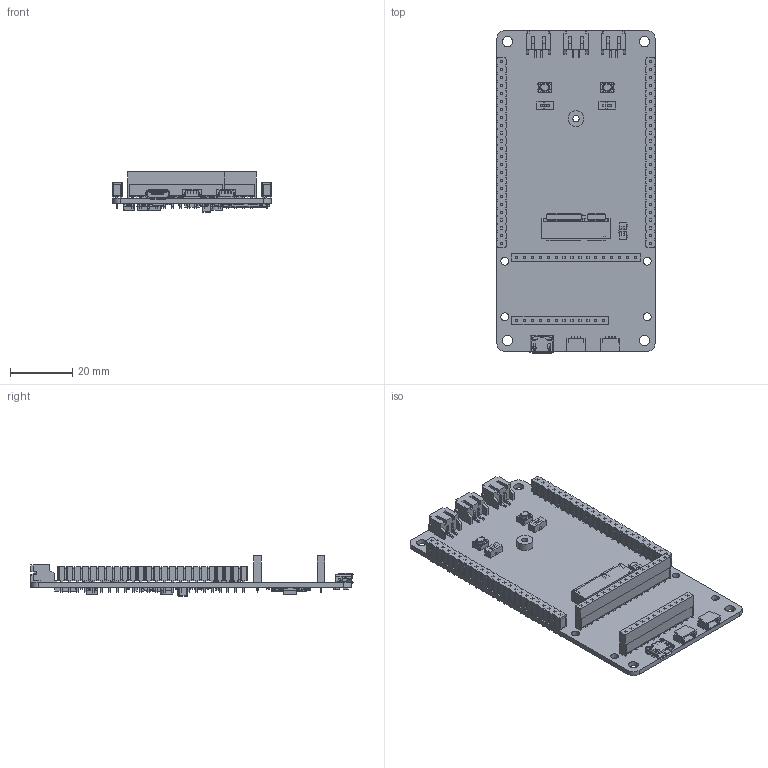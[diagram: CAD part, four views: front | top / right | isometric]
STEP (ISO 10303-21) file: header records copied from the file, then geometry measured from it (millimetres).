
FILE_DESCRIPTION(/* description */ (''),/* implementation_level */ '2;1');
FILE_NAME(/* name */ 'n21-evt-step-122322.step',/* time_stamp */ '2022-12-23T17:41:29-05:00',/* author */ (''),/* organization */ (''),/* preprocessor_version */ 'ST-DEVELOPER v19.2',/* originating_system */ 'Autodesk Translation Framework v11.17.0.187',/* authorisation */ '');
FILE_SCHEMA (('AUTOMOTIVE_DESIGN { 1 0 10303 214 3 1 1 }'));
Products named in the file (135): n21-evt-step; Board; Open CASCADE STEP translator 6.8 1.1.1; MOD1L; CES-116-01-L-S; _011601S; MOD1R; CES-112-01-L-S; _011201S; C24; C23; C22; CAP_FILM_-_0805; C25; SW4; 6104714368; U5; 6104714288; R17; L3; 6328683376; DS7; C21; C20; C19; SW2; J8; J7; JST_SM04B-SRSS-TB; J3; J2; J1; JST_S2B-PH-SM4-TB; OBJ1; DIST-WASMSIM0250; 1; U4; 6104714848; U3; 6103526784 ...
Assembly tree (182 placements, depth 5):
  n21-evt-step
    Board
      Open CASCADE STEP translator 6.8 1.1.1
    MOD1L
      CES-116-01-L-S
        _011601S
    MOD1R
      CES-112-01-L-S
        _011201S
    C24
      CAP_FILM_-_0805
    C23
      CAP_FILM_-_0805
    C22
      CAP_FILM_-_0805
    C25
      0402_cap
    SW4
      6104714368
    U5
      6104714288
    R17
      0402_resistor
    L3
      6328683376
    DS7
      SMB
    C21
      0402_cap
    C20
      0402_cap
    C19
      0402_cap
    SW2
      C&K_-_PTS810
    J8
      JST_SM04B-SRSS-TB
    J7
      JST_SM04B-SRSS-TB
    J3
      JST_S2B-PH-SM4-TB
    J2
      JST_S2B-PH-SM4-TB
    J1
      JST_S2B-PH-SM4-TB
    OBJ1
      DIST-WASMSIM0250
        1
    U4
      6104714848
    U3
      6103526784
        Extruded
    U2
      WSON10-EXP
        Cubo
    U1
      6427268096
        Extruded (1)
    TVS2
Bounding box: 51.05 x 103.62 x 12.92 mm (x, y, z)
Volume: 14246.2 mm3; surface area: 24958.5 mm2
Topology: 139 solids, 152 shells, 9656 faces, 26166 edges, 16934 vertices
Faces by surface type: plane 7104, cylinder 1611, bspline 479, sphere 444, torus 12, cone 6
Full cylindrical faces by diameter (mm): 0.103 x1, 0.3 x2, 0.8 x1, 1 x28, 1.1 x55, 1.45 x1, 1.6 x1, 2.013 x1, 2.54 x4, 3.3 x4, 3.5 x1, 3.7 x1, 4 x1, 5.1 x1
Entity records: 206248 total; most frequent: CARTESIAN_POINT 48430, ORIENTED_EDGE 32708, DIRECTION 29544, EDGE_CURVE 16488, LINE 13636, VECTOR 13636, VERTEX_POINT 10892, AXIS2_PLACEMENT_3D 7954
